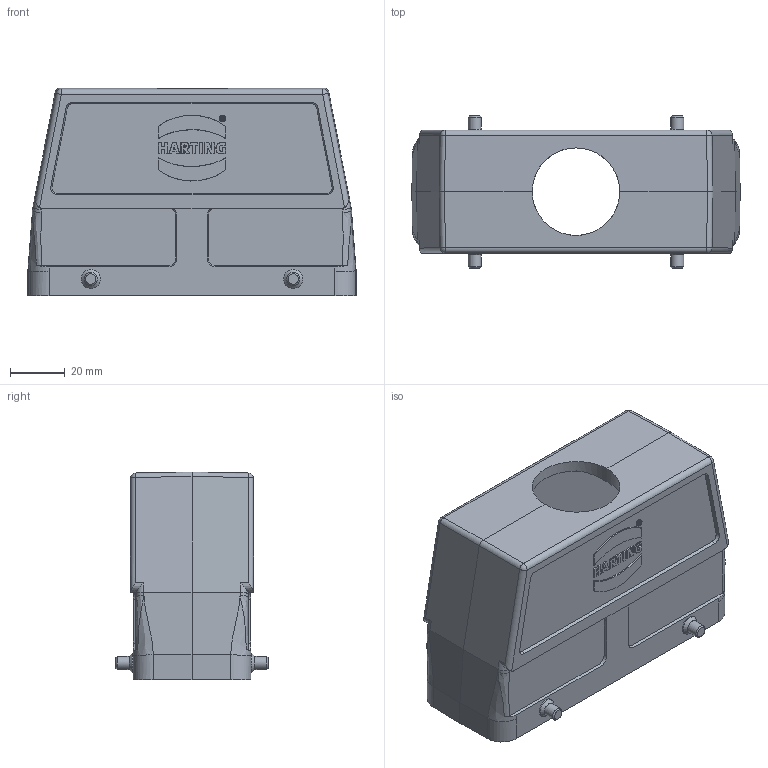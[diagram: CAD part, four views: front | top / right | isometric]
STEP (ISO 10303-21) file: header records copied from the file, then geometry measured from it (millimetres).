
FILE_DESCRIPTION(/* description */ (''),/* implementation_level */ '2;1');
FILE_NAME(/* name */ '100551068ugm000_c.stp',/* time_stamp */ '2021-04-06T13:38:53+02:00',/* author */ (''),/* organization */ (''),/* preprocessor_version */ 'ST-DEVELOPER v16.7',/* originating_system */ 'SIEMENS PLM Software NX 1911',/* authorisation */ '');
FILE_SCHEMA (('AUTOMOTIVE_DESIGN { 1 0 10303 214 3 1 1 1 }'));
Length unit declared in the file: millimetre
Products named in the file (1): 100551068ugm000_c
Bounding box: 120 x 55.6 x 76 mm (x, y, z)
Volume: 99058.6 mm3; surface area: 52739.6 mm2
Topology: 1 solids, 1 shells, 274 faces, 718 edges, 472 vertices
Faces by surface type: plane 169, cylinder 50, cone 34, bspline 17, sphere 4
Full cylindrical faces by diameter (mm): 3 x4, 4.8 x4, 7 x4, 32 x1
Entity records: 11238 total; most frequent: CARTESIAN_POINT 2802, ORIENTED_EDGE 1368, DIRECTION 1248, EDGE_CURVE 684, VERTEX_POINT 459, LINE 442, VECTOR 442, AXIS2_PLACEMENT_3D 403
